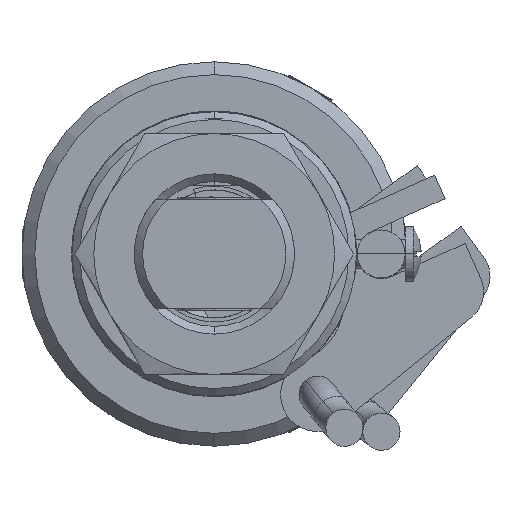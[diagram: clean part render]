
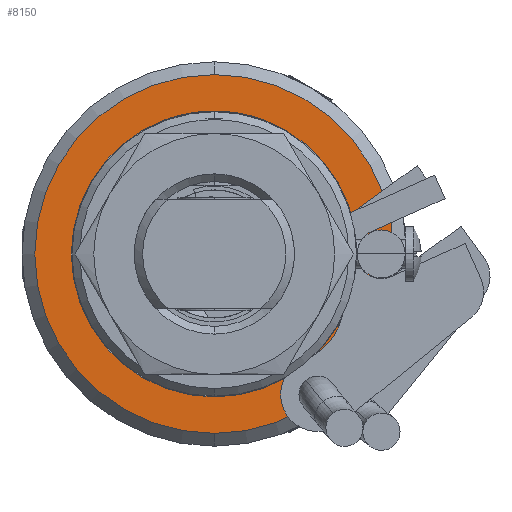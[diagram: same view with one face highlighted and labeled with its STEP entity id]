
A CAD part, left-side view. The second image highlights one B-rep face of the part: STEP entity #8150.
In plain terms, the highlighted planar face has unit normal (-1, 0, 0).
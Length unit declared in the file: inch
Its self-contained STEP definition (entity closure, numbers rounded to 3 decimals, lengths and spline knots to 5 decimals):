
#51 = CARTESIAN_POINT ( 'NONE',  ( -10.675, 0., 0. ) ) ;
#55 = DIRECTION ( 'NONE',  ( -1., 0., 0. ) ) ;
#56 = DIRECTION ( 'NONE',  ( 0., 0., 1. ) ) ;
#455 = CARTESIAN_POINT ( 'NONE',  ( -10.675, 0., 0. ) ) ;
#462 = DIRECTION ( 'NONE',  ( 0., 0., -1. ) ) ;
#463 = DIRECTION ( 'NONE',  ( -1., 0., 0. ) ) ;
#470 = CARTESIAN_POINT ( 'NONE',  ( -10.675, 0., 0. ) ) ;
#485 = DIRECTION ( 'NONE',  ( 0., 0., 1. ) ) ;
#486 = DIRECTION ( 'NONE',  ( -1., 0., 0. ) ) ;
#917 = DIRECTION ( 'NONE',  ( 0., 0., -1. ) ) ;
#918 = DIRECTION ( 'NONE',  ( -1., 0., 0. ) ) ;
#925 = CARTESIAN_POINT ( 'NONE',  ( -10.675, 0., 0. ) ) ;
#2032 = PLANE ( 'NONE',  #3478 ) ;
#2033 = CARTESIAN_POINT ( 'NONE',  ( -10.675, 0., 0. ) ) ;
#2037 = DIRECTION ( 'NONE',  ( 1., 0., 0. ) ) ;
#2038 = DIRECTION ( 'NONE',  ( 0., 0., -1. ) ) ;
#3310 = AXIS2_PLACEMENT_3D ( 'NONE', #51, #55, #56 ) ;
#3478 = AXIS2_PLACEMENT_3D ( 'NONE', #2033, #2037, #2038 ) ;
#4213 = AXIS2_PLACEMENT_3D ( 'NONE', #455, #486, #485 ) ;
#5605 = CARTESIAN_POINT ( 'NONE',  ( -10.675, 0., 0.7 ) ) ;
#5640 = CARTESIAN_POINT ( 'NONE',  ( -10.675, 0., 0.325 ) ) ;
#5663 = CARTESIAN_POINT ( 'NONE',  ( -10.675, 0., -0.7 ) ) ;
#5675 = CARTESIAN_POINT ( 'NONE',  ( -10.675, 0., -0.325 ) ) ;
#6927 = CIRCLE ( 'NONE', #7385, 0.7 ) ;
#7174 = AXIS2_PLACEMENT_3D ( 'NONE', #470, #463, #462 ) ;
#7314 = CIRCLE ( 'NONE', #4213, 0.325 ) ;
#7335 = CIRCLE ( 'NONE', #7174, 0.7 ) ;
#7385 = AXIS2_PLACEMENT_3D ( 'NONE', #925, #918, #917 ) ;
#7406 = CIRCLE ( 'NONE', #3310, 0.325 ) ;
#8150 = ADVANCED_FACE ( 'NONE', ( #11897, #11940 ), #2032, .F. ) ;
#9079 = EDGE_CURVE ( 'NONE', #12295, #12345, #7406, .T. ) ;
#9109 = EDGE_CURVE ( 'NONE', #12345, #12295, #7314, .T. ) ;
#9117 = EDGE_CURVE ( 'NONE', #12330, #12272, #7335, .T. ) ;
#9227 = EDGE_CURVE ( 'NONE', #12272, #12330, #6927, .T. ) ;
#11897 = FACE_BOUND ( 'NONE', #14203, .T. ) ;
#11940 = FACE_OUTER_BOUND ( 'NONE', #14189, .T. ) ;
#12272 = VERTEX_POINT ( 'NONE', #5663 ) ;
#12295 = VERTEX_POINT ( 'NONE', #5640 ) ;
#12330 = VERTEX_POINT ( 'NONE', #5605 ) ;
#12345 = VERTEX_POINT ( 'NONE', #5675 ) ;
#13880 = ORIENTED_EDGE ( 'NONE', *, *, #9079, .F. ) ;
#13882 = ORIENTED_EDGE ( 'NONE', *, *, #9109, .F. ) ;
#13919 = ORIENTED_EDGE ( 'NONE', *, *, #9227, .T. ) ;
#13920 = ORIENTED_EDGE ( 'NONE', *, *, #9117, .T. ) ;
#14189 = EDGE_LOOP ( 'NONE', ( #13919, #13920 ) ) ;
#14203 = EDGE_LOOP ( 'NONE', ( #13880, #13882 ) ) ;
